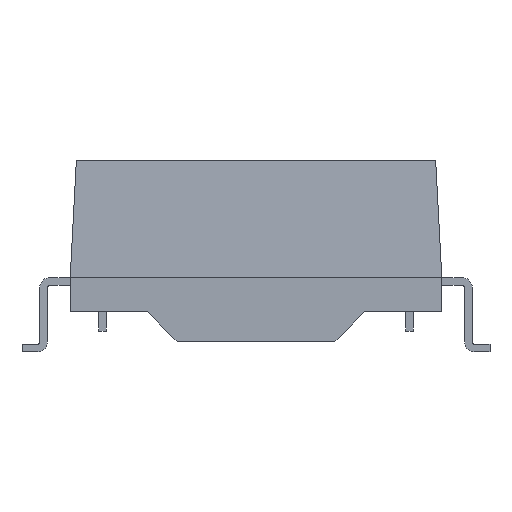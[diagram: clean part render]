
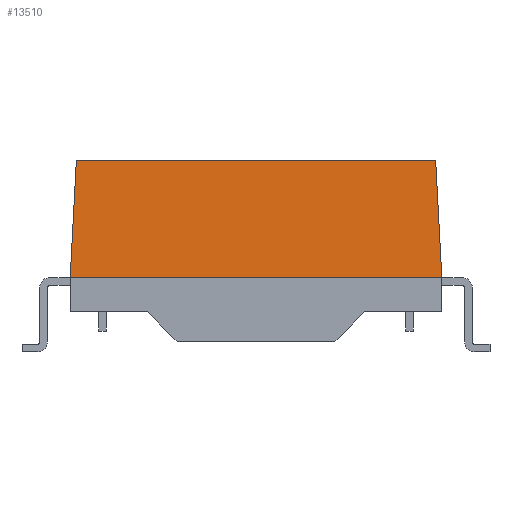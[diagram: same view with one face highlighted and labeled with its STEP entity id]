
A CAD part, front view. The second image highlights one B-rep face of the part: STEP entity #13510.
In plain terms, the highlighted face is planar.
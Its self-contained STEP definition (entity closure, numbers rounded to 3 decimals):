
#871=ORIENTED_EDGE('',*,*,#3620,.F.);
#872=ORIENTED_EDGE('',*,*,#3621,.F.);
#873=ORIENTED_EDGE('',*,*,#3612,.T.);
#874=ORIENTED_EDGE('',*,*,#3622,.T.);
#3612=EDGE_CURVE('',#5021,#5020,#5939,.T.);
#3620=EDGE_CURVE('',#5026,#5027,#5947,.T.);
#3621=EDGE_CURVE('',#5021,#5026,#5948,.T.);
#3622=EDGE_CURVE('',#5020,#5027,#5949,.T.);
#5020=VERTEX_POINT('',#18656);
#5021=VERTEX_POINT('',#18658);
#5026=VERTEX_POINT('',#18675);
#5027=VERTEX_POINT('',#18676);
#5939=LINE('',#18657,#7092);
#5947=LINE('',#18674,#7100);
#5948=LINE('',#18677,#7101);
#5949=LINE('',#18678,#7102);
#7092=VECTOR('',#14890,1000.);
#7100=VECTOR('',#14906,1000.);
#7101=VECTOR('',#14907,1000.);
#7102=VECTOR('',#14908,1000.);
#8259=EDGE_LOOP('',(#871,#872,#873,#874));
#8826=FACE_BOUND('',#8259,.T.);
#9363=PLANE('',#14034);
#13510=ADVANCED_FACE('',(#8826),#9363,.T.);
#14034=AXIS2_PLACEMENT_3D('',#18673,#14904,#14905);
#14890=DIRECTION('',(0.,-1.,0.));
#14904=DIRECTION('',(0.999,0.,0.052));
#14905=DIRECTION('',(0.052,0.,-0.999));
#14906=DIRECTION('',(0.,-1.,0.));
#14907=DIRECTION('',(0.052,0.052,-0.997));
#14908=DIRECTION('',(0.052,-0.052,-0.997));
#18656=CARTESIAN_POINT('',(6.786,-5.801,6.05));
#18657=CARTESIAN_POINT('',(6.786,0.,6.05));
#18658=CARTESIAN_POINT('',(6.786,5.801,6.05));
#18673=CARTESIAN_POINT('',(6.985,0.,2.25));
#18674=CARTESIAN_POINT('',(6.985,0.,2.25));
#18675=CARTESIAN_POINT('',(6.985,6.,2.25));
#18676=CARTESIAN_POINT('',(6.985,-6.,2.25));
#18677=CARTESIAN_POINT('',(6.966,5.981,2.614));
#18678=CARTESIAN_POINT('',(6.969,-5.984,2.563));
